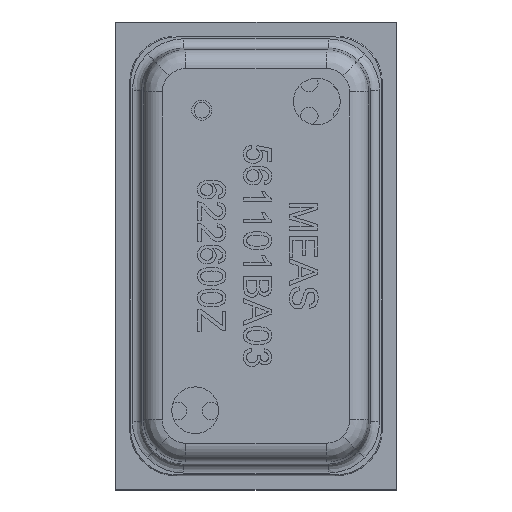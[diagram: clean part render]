
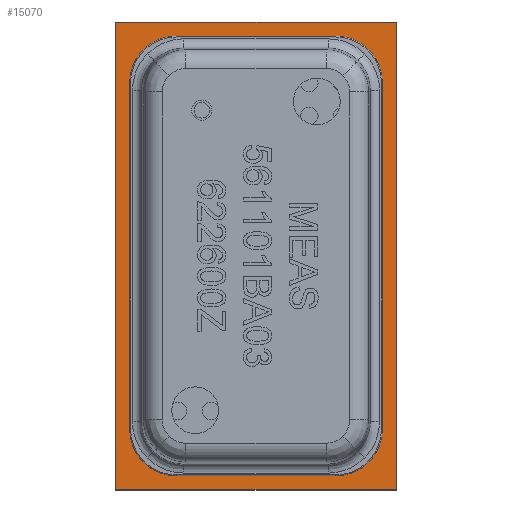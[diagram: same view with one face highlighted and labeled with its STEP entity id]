
A CAD part, top view. The second image highlights one B-rep face of the part: STEP entity #15070.
In plain terms, the highlighted planar face has unit normal (0, 0, 1).
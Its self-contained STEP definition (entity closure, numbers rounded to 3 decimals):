
#62 = CARTESIAN_POINT ( 'NONE',  ( 1.35, 2.35, 0.3 ) ) ;
#389 = CIRCLE ( 'NONE', #6040, 0.5 ) ;
#394 = EDGE_CURVE ( 'NONE', #17456, #19430, #24481, .T. ) ;
#1662 = VECTOR ( 'NONE', #37668, 1000. ) ;
#1754 = CARTESIAN_POINT ( 'NONE',  ( -1.35, 2.35, 0.3 ) ) ;
#2024 = VECTOR ( 'NONE', #12095, 1000. ) ;
#2144 = CIRCLE ( 'NONE', #38192, 0.5 ) ;
#2333 = VERTEX_POINT ( 'NONE', #7990 ) ;
#2340 = CARTESIAN_POINT ( 'NONE',  ( 0.85, 1.85, 0.3 ) ) ;
#2392 = CARTESIAN_POINT ( 'NONE',  ( 0.85, -2.35, 0.3 ) ) ;
#2925 = DIRECTION ( 'NONE',  ( 1., 0., 0. ) ) ;
#3051 = DIRECTION ( 'NONE',  ( 1., 0., 0. ) ) ;
#3102 = AXIS2_PLACEMENT_3D ( 'NONE', #13179, #24701, #30506 ) ;
#3388 = VERTEX_POINT ( 'NONE', #6225 ) ;
#3654 = DIRECTION ( 'NONE',  ( -1., 0., 0. ) ) ;
#3863 = ORIENTED_EDGE ( 'NONE', *, *, #28048, .T. ) ;
#4212 = ORIENTED_EDGE ( 'NONE', *, *, #19110, .T. ) ;
#4352 = CARTESIAN_POINT ( 'NONE',  ( -1.35, 2.35, 0.3 ) ) ;
#4634 = ORIENTED_EDGE ( 'NONE', *, *, #394, .T. ) ;
#5080 = DIRECTION ( 'NONE',  ( 0., 0., -1. ) ) ;
#5203 = VECTOR ( 'NONE', #16191, 1000. ) ;
#5283 = CIRCLE ( 'NONE', #8346, 0.5 ) ;
#5536 = CARTESIAN_POINT ( 'NONE',  ( -1.5, 2.5, 0.3 ) ) ;
#6005 = CARTESIAN_POINT ( 'NONE',  ( -0.85, -1.85, 0.3 ) ) ;
#6028 = VERTEX_POINT ( 'NONE', #21720 ) ;
#6040 = AXIS2_PLACEMENT_3D ( 'NONE', #6005, #23697, #3051 ) ;
#6225 = CARTESIAN_POINT ( 'NONE',  ( -1.5, -2.5, 0.3 ) ) ;
#6421 = CARTESIAN_POINT ( 'NONE',  ( -1.35, 1.85, 0.3 ) ) ;
#7990 = CARTESIAN_POINT ( 'NONE',  ( 0.85, 2.35, 0.3 ) ) ;
#8145 = CARTESIAN_POINT ( 'NONE',  ( 1.35, -1.85, 0.3 ) ) ;
#8346 = AXIS2_PLACEMENT_3D ( 'NONE', #28990, #5080, #17293 ) ;
#8762 = ORIENTED_EDGE ( 'NONE', *, *, #11931, .T. ) ;
#9722 = VECTOR ( 'NONE', #14005, 1000. ) ;
#9785 = CARTESIAN_POINT ( 'NONE',  ( -1.5, -2.5, 0.3 ) ) ;
#10467 = AXIS2_PLACEMENT_3D ( 'NONE', #15157, #29559, #12026 ) ;
#11160 = VERTEX_POINT ( 'NONE', #30935 ) ;
#11509 = LINE ( 'NONE', #23617, #2024 ) ;
#11931 = EDGE_CURVE ( 'NONE', #3388, #11160, #33505, .T. ) ;
#12026 = DIRECTION ( 'NONE',  ( 1., 0., 0. ) ) ;
#12095 = DIRECTION ( 'NONE',  ( 0., 1., 0. ) ) ;
#12259 = VERTEX_POINT ( 'NONE', #2392 ) ;
#12379 = CARTESIAN_POINT ( 'NONE',  ( -1.5, 2.5, 0.3 ) ) ;
#12452 = VECTOR ( 'NONE', #3654, 1000. ) ;
#12835 = ORIENTED_EDGE ( 'NONE', *, *, #34382, .T. ) ;
#13111 = ORIENTED_EDGE ( 'NONE', *, *, #13171, .F. ) ;
#13171 = EDGE_CURVE ( 'NONE', #38184, #12259, #29013, .T. ) ;
#13179 = CARTESIAN_POINT ( 'NONE',  ( -0.85, 1.85, 0.3 ) ) ;
#14005 = DIRECTION ( 'NONE',  ( 1., 0., 0. ) ) ;
#14887 = CIRCLE ( 'NONE', #3102, 0.5 ) ;
#15070 = ADVANCED_FACE ( 'NONE', ( #21421, #17684 ), #20839, .T. ) ;
#15157 = CARTESIAN_POINT ( 'NONE',  ( 0., 0., 0.3 ) ) ;
#15209 = VECTOR ( 'NONE', #25933, 1000. ) ;
#15604 = LINE ( 'NONE', #4352, #5203 ) ;
#16191 = DIRECTION ( 'NONE',  ( -1., 0., 0. ) ) ;
#16502 = CARTESIAN_POINT ( 'NONE',  ( -1.5, 2.5, 0.3 ) ) ;
#17119 = CARTESIAN_POINT ( 'NONE',  ( -1.35, -2.35, 0.3 ) ) ;
#17289 = ORIENTED_EDGE ( 'NONE', *, *, #30948, .T. ) ;
#17293 = DIRECTION ( 'NONE',  ( 1., 0., 0. ) ) ;
#17456 = VERTEX_POINT ( 'NONE', #19978 ) ;
#17684 = FACE_BOUND ( 'NONE', #20904, .T. ) ;
#19110 = EDGE_CURVE ( 'NONE', #11160, #17456, #11509, .T. ) ;
#19430 = VERTEX_POINT ( 'NONE', #5536 ) ;
#19504 = EDGE_CURVE ( 'NONE', #2333, #24827, #15604, .T. ) ;
#19978 = CARTESIAN_POINT ( 'NONE',  ( 1.5, 2.5, 0.3 ) ) ;
#20077 = LINE ( 'NONE', #1754, #15209 ) ;
#20391 = CARTESIAN_POINT ( 'NONE',  ( 1.35, 1.85, 0.3 ) ) ;
#20504 = ORIENTED_EDGE ( 'NONE', *, *, #28185, .T. ) ;
#20839 = PLANE ( 'NONE',  #10467 ) ;
#20904 = EDGE_LOOP ( 'NONE', ( #13111, #20504, #37211, #17289, #35776, #22651, #28755, #12835 ) ) ;
#21117 = CARTESIAN_POINT ( 'NONE',  ( -0.85, 2.35, 0.3 ) ) ;
#21421 = FACE_OUTER_BOUND ( 'NONE', #27936, .T. ) ;
#21720 = CARTESIAN_POINT ( 'NONE',  ( -1.35, -1.85, 0.3 ) ) ;
#22311 = VERTEX_POINT ( 'NONE', #20391 ) ;
#22651 = ORIENTED_EDGE ( 'NONE', *, *, #34904, .T. ) ;
#22918 = LINE ( 'NONE', #16502, #1662 ) ;
#23617 = CARTESIAN_POINT ( 'NONE',  ( 1.5, 2.5, 0.3 ) ) ;
#23651 = DIRECTION ( 'NONE',  ( 0., 1., 0. ) ) ;
#23697 = DIRECTION ( 'NONE',  ( 0., 0., -1. ) ) ;
#24481 = LINE ( 'NONE', #12379, #12452 ) ;
#24701 = DIRECTION ( 'NONE',  ( 0., 0., -1. ) ) ;
#24827 = VERTEX_POINT ( 'NONE', #21117 ) ;
#25933 = DIRECTION ( 'NONE',  ( 0., -1., 0. ) ) ;
#25970 = VECTOR ( 'NONE', #23651, 1000. ) ;
#26690 = DIRECTION ( 'NONE',  ( 0., 0., -1. ) ) ;
#26772 = LINE ( 'NONE', #62, #25970 ) ;
#27936 = EDGE_LOOP ( 'NONE', ( #4212, #4634, #3863, #8762 ) ) ;
#28048 = EDGE_CURVE ( 'NONE', #19430, #3388, #22918, .T. ) ;
#28185 = EDGE_CURVE ( 'NONE', #38184, #6028, #389, .T. ) ;
#28407 = EDGE_CURVE ( 'NONE', #29411, #22311, #26772, .T. ) ;
#28755 = ORIENTED_EDGE ( 'NONE', *, *, #28407, .F. ) ;
#28968 = VECTOR ( 'NONE', #33699, 1000. ) ;
#28990 = CARTESIAN_POINT ( 'NONE',  ( 0.85, -1.85, 0.3 ) ) ;
#29013 = LINE ( 'NONE', #17119, #9722 ) ;
#29411 = VERTEX_POINT ( 'NONE', #8145 ) ;
#29559 = DIRECTION ( 'NONE',  ( 0., 0., 1. ) ) ;
#30506 = DIRECTION ( 'NONE',  ( 1., 0., 0. ) ) ;
#30769 = VERTEX_POINT ( 'NONE', #6421 ) ;
#30935 = CARTESIAN_POINT ( 'NONE',  ( 1.5, -2.5, 0.3 ) ) ;
#30948 = EDGE_CURVE ( 'NONE', #30769, #24827, #14887, .T. ) ;
#32627 = CARTESIAN_POINT ( 'NONE',  ( -0.85, -2.35, 0.3 ) ) ;
#33505 = LINE ( 'NONE', #9785, #28968 ) ;
#33699 = DIRECTION ( 'NONE',  ( 1., 0., 0. ) ) ;
#34382 = EDGE_CURVE ( 'NONE', #29411, #12259, #5283, .T. ) ;
#34766 = EDGE_CURVE ( 'NONE', #30769, #6028, #20077, .T. ) ;
#34904 = EDGE_CURVE ( 'NONE', #2333, #22311, #2144, .T. ) ;
#35776 = ORIENTED_EDGE ( 'NONE', *, *, #19504, .F. ) ;
#37211 = ORIENTED_EDGE ( 'NONE', *, *, #34766, .F. ) ;
#37668 = DIRECTION ( 'NONE',  ( 0., -1., 0. ) ) ;
#38184 = VERTEX_POINT ( 'NONE', #32627 ) ;
#38192 = AXIS2_PLACEMENT_3D ( 'NONE', #2340, #26690, #2925 ) ;
